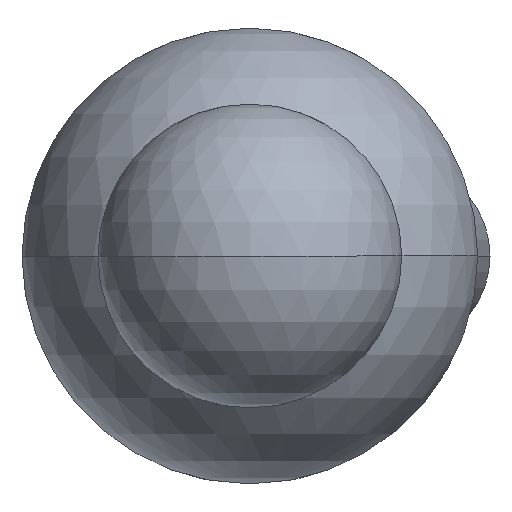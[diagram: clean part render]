
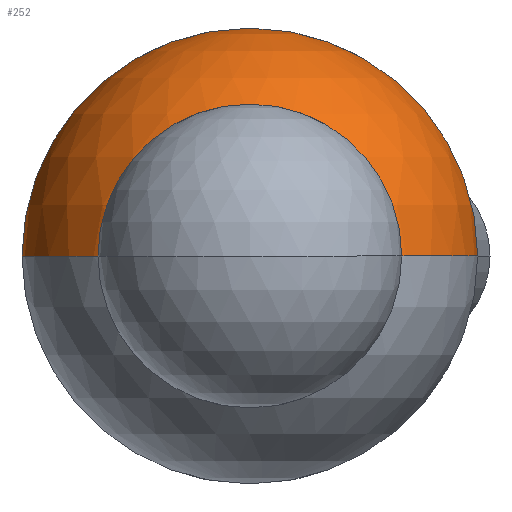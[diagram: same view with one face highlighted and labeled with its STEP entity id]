
A CAD part, front view. The second image highlights one B-rep face of the part: STEP entity #252.
In plain terms, the highlighted spherical face has radius 30 mm.
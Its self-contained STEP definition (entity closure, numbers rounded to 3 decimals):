
#164=CARTESIAN_POINT('POINT9',(-30.,0.,
   0.));
#165=VERTEX_POINT('VERTEX9',#164);
#175=CARTESIAN_POINT('POS20',(0.,0.,0.));
#176=DIRECTION('DIR35',(0.,0.,-1.));
#177=DIRECTION('DIR36',(-0.417,-0.909,
   0.));
#178=AXIS2_PLACEMENT_3D('AXIS16',#175,#176,#177);
#179=CIRCLE('ELLIPSE12',#178,30.);
#183=CARTESIAN_POINT('POINT11',(30.,0.,
   0.));
#184=VERTEX_POINT('VERTEX11',#183);
#185=CARTESIAN_POINT('POS21',(0.,0.,0.));
#186=DIRECTION('DIR37',(0.,0.,1.));
#187=DIRECTION('DIR38',(0.417,-0.909,
   0.));
#188=AXIS2_PLACEMENT_3D('AXIS17',#185,#186,#187);
#189=CIRCLE('ELLIPSE13',#188,30.);
#196=CARTESIAN_POINT('POS22',(0.,0.,0.));
#197=DIRECTION('DIR39',(0.,0.,1.));
#198=DIRECTION('DIR40',(1.,0.,0.));
#199=AXIS2_PLACEMENT_3D('AXIS18',#196,#197,#198);
#200=SPHERICAL_SURFACE('SPHERE_SURF1',#199,30.);
#202=CARTESIAN_POINT('POINT12',(0.,0.,30.));
#203=VERTEX_POINT('VERTEX12',#202);
#204=CARTESIAN_POINT('POS23',(0.,0.,0.));
#205=DIRECTION('DIR41',(0.,-1.,0.));
#206=DIRECTION('DIR42',(0.,0.,1.));
#207=AXIS2_PLACEMENT_3D('AXIS19',#204,#205,#206);
#208=CIRCLE('ELLIPSE14',#207,30.);
#209=EDGE_CURVE('EDGE19',#184,#203,#208,.T.);
#214=EDGE_CURVE('EDGE20',#203,#165,#208,.T.);
#221=CARTESIAN_POINT('POINT13',(12.5,-27.272,
   0.));
#222=VERTEX_POINT('VERTEX13',#221);
#223=EDGE_CURVE('EDGE21',#222,#184,#189,.T.);
#225=CARTESIAN_POINT('POINT14',(-12.5,-27.272,
   0.));
#226=VERTEX_POINT('VERTEX14',#225);
#234=EDGE_CURVE('EDGE23',#226,#165,#179,.T.);
#239=ORIENTED_EDGE('COEDGE42',*,*,#209,.T.);
#240=ORIENTED_EDGE('COEDGE43',*,*,#214,.T.);
#241=ORIENTED_EDGE('COEDGE44',*,*,#234,.F.);
#242=CARTESIAN_POINT('POS25',(0.,-27.272,0.))
   ;
#243=DIRECTION('DIR45',(0.,-1.,0.));
#244=DIRECTION('DIR46',(-1.,0.,0.));
#245=AXIS2_PLACEMENT_3D('AXIS21',#242,#243,#244);
#246=CIRCLE('ELLIPSE16',#245,12.5);
#247=EDGE_CURVE('EDGE24',#222,#226,#246,.T.);
#248=ORIENTED_EDGE('COEDGE45',*,*,#247,.F.);
#249=ORIENTED_EDGE('COEDGE46',*,*,#223,.T.);
#250=EDGE_LOOP('NONE',(#239,#240,#241,#248,#249));
#251=FACE_BOUND('LOOP1',#250,.T.);
#252=ADVANCED_FACE('FACE11',(#251),#200,.T.);
